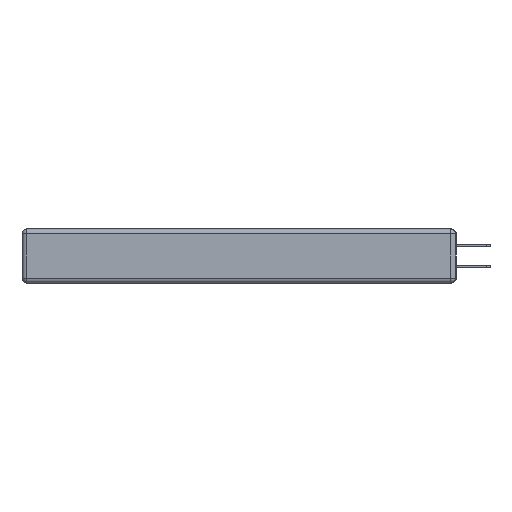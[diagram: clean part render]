
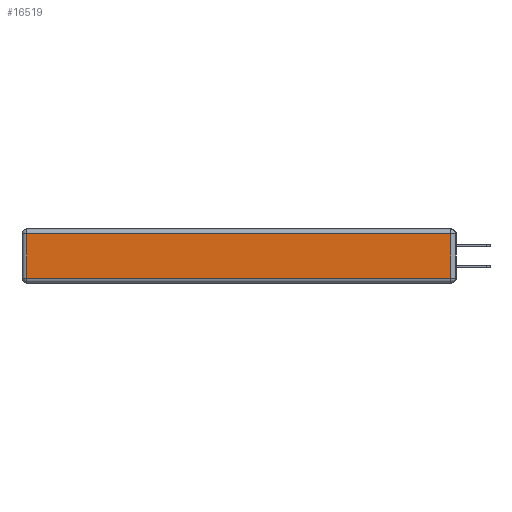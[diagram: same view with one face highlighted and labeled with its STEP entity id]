
A CAD part, left-side view. The second image highlights one B-rep face of the part: STEP entity #16519.
In plain terms, the highlighted planar face has unit normal (-1, 0, 0).
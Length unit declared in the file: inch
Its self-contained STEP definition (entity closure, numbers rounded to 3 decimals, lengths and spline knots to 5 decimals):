
#1013 = CARTESIAN_POINT ( 'NONE',  ( 0., 2.72, -0.343 ) ) ;
#1866 = LINE ( 'NONE', #15249, #12613 ) ;
#3484 = VERTEX_POINT ( 'NONE', #5963 ) ;
#4067 = VECTOR ( 'NONE', #10832, 39.37008 ) ;
#4686 = EDGE_CURVE ( 'NONE', #23173, #3484, #10896, .T. ) ;
#5759 = DIRECTION ( 'NONE',  ( 0., 0., -1. ) ) ;
#5963 = CARTESIAN_POINT ( 'NONE',  ( 0., 0.03, -0.313 ) ) ;
#8090 = LINE ( 'NONE', #1013, #19930 ) ;
#9615 = AXIS2_PLACEMENT_3D ( 'NONE', #13821, #18029, #23210 ) ;
#10705 = EDGE_LOOP ( 'NONE', ( #12289, #20726, #18869, #23610 ) ) ;
#10786 = EDGE_CURVE ( 'NONE', #3484, #21263, #1866, .T. ) ;
#10832 = DIRECTION ( 'NONE',  ( 0., -1., 0. ) ) ;
#10896 = LINE ( 'NONE', #26821, #4067 ) ;
#12289 = ORIENTED_EDGE ( 'NONE', *, *, #4686, .T. ) ;
#12613 = VECTOR ( 'NONE', #27103, 39.37008 ) ;
#12838 = VECTOR ( 'NONE', #25632, 39.37008 ) ;
#13079 = CARTESIAN_POINT ( 'NONE',  ( 0., 2.72, -0.03 ) ) ;
#13562 = LINE ( 'NONE', #16214, #12838 ) ;
#13821 = CARTESIAN_POINT ( 'NONE',  ( 0., 0., -0.343 ) ) ;
#15249 = CARTESIAN_POINT ( 'NONE',  ( 0., 0.03, -0.343 ) ) ;
#16214 = CARTESIAN_POINT ( 'NONE',  ( 0., 2.75, -0.03 ) ) ;
#16519 = ADVANCED_FACE ( 'NONE', ( #21842 ), #25350, .T. ) ;
#18029 = DIRECTION ( 'NONE',  ( -1., 0., 0. ) ) ;
#18869 = ORIENTED_EDGE ( 'NONE', *, *, #22061, .T. ) ;
#19930 = VECTOR ( 'NONE', #5759, 39.37008 ) ;
#20726 = ORIENTED_EDGE ( 'NONE', *, *, #10786, .T. ) ;
#21263 = VERTEX_POINT ( 'NONE', #25425 ) ;
#21842 = FACE_OUTER_BOUND ( 'NONE', #10705, .T. ) ;
#21916 = CARTESIAN_POINT ( 'NONE',  ( 0., 2.72, -0.313 ) ) ;
#22061 = EDGE_CURVE ( 'NONE', #21263, #25224, #13562, .T. ) ;
#23173 = VERTEX_POINT ( 'NONE', #21916 ) ;
#23210 = DIRECTION ( 'NONE',  ( 0., 0., 1. ) ) ;
#23216 = EDGE_CURVE ( 'NONE', #25224, #23173, #8090, .T. ) ;
#23610 = ORIENTED_EDGE ( 'NONE', *, *, #23216, .T. ) ;
#25224 = VERTEX_POINT ( 'NONE', #13079 ) ;
#25350 = PLANE ( 'NONE',  #9615 ) ;
#25425 = CARTESIAN_POINT ( 'NONE',  ( 0., 0.03, -0.03 ) ) ;
#25632 = DIRECTION ( 'NONE',  ( 0., 1., 0. ) ) ;
#26821 = CARTESIAN_POINT ( 'NONE',  ( 0., 0., -0.313 ) ) ;
#27103 = DIRECTION ( 'NONE',  ( 0., 0., 1. ) ) ;
